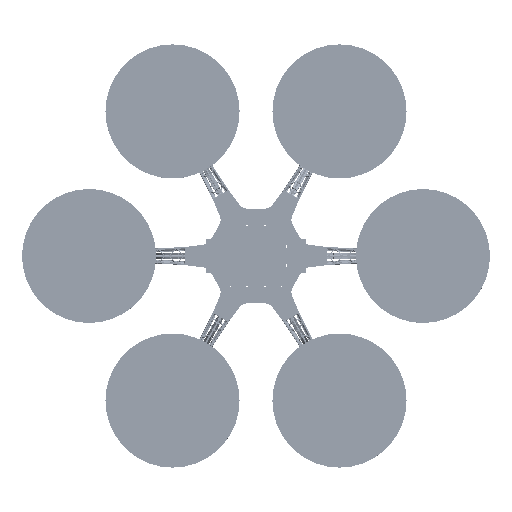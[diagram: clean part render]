
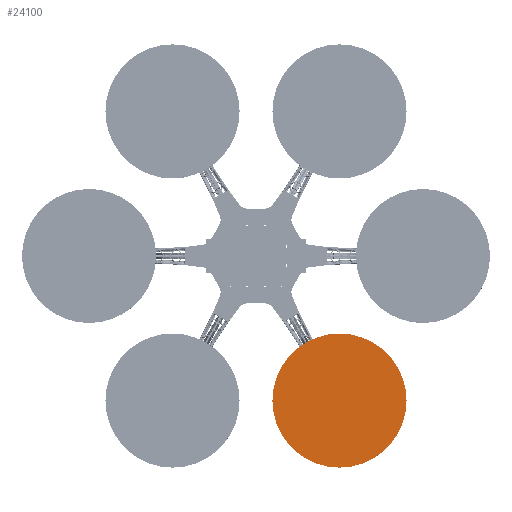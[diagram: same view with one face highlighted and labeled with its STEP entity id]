
A CAD part, top view. The second image highlights one B-rep face of the part: STEP entity #24100.
In plain terms, the highlighted face is planar.
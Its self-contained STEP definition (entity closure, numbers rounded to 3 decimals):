
#1415=CIRCLE('',#25833,110.49);
#3254=FACE_OUTER_BOUND('',#4754,.T.);
#4754=EDGE_LOOP('',(#17162));
#10460=VERTEX_POINT('',#36439);
#12915=EDGE_CURVE('',#10460,#10460,#1415,.T.);
#17162=ORIENTED_EDGE('',*,*,#12915,.T.);
#23500=PLANE('',#25834);
#24100=ADVANCED_FACE('',(#3254),#23500,.T.);
#25833=AXIS2_PLACEMENT_3D('',#36441,#29234,#29235);
#25834=AXIS2_PLACEMENT_3D('',#36442,#29236,#29237);
#29234=DIRECTION('center_axis',(0.,1.,0.));
#29235=DIRECTION('ref_axis',(0.,0.,1.));
#29236=DIRECTION('center_axis',(0.,1.,0.));
#29237=DIRECTION('ref_axis',(0.,0.,1.));
#36439=CARTESIAN_POINT('',(0.,13.97,110.49));
#36441=CARTESIAN_POINT('Origin',(0.,13.97,0.));
#36442=CARTESIAN_POINT('Origin',(0.,13.97,0.));
